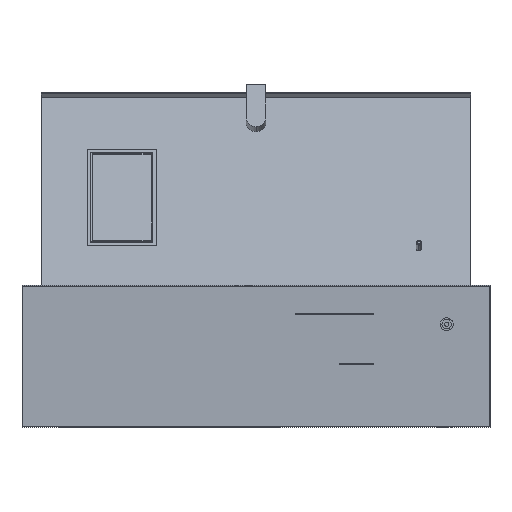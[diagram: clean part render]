
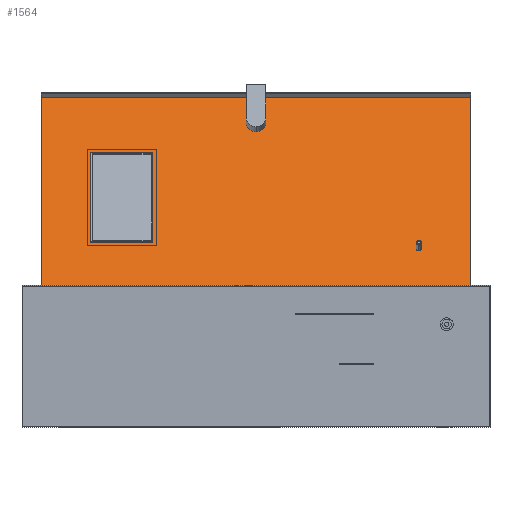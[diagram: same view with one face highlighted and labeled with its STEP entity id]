
A CAD part, left-side view. The second image highlights one B-rep face of the part: STEP entity #1564.
In plain terms, the highlighted face is planar.
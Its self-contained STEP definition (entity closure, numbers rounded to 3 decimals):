
#38 = CARTESIAN_POINT ( 'NONE',  ( 60., -188., -1. ) ) ;
#289 = EDGE_CURVE ( 'NONE', #4144, #8360, #3217, .T. ) ;
#494 = AXIS2_PLACEMENT_3D ( 'NONE', #8519, #10565, #3059 ) ;
#689 = EDGE_CURVE ( 'NONE', #11742, #7907, #8786, .T. ) ;
#1012 = EDGE_CURVE ( 'NONE', #8839, #11233, #12228, .T. ) ;
#1067 = AXIS2_PLACEMENT_3D ( 'NONE', #3563, #3154, #11674 ) ;
#1237 = CIRCLE ( 'NONE', #3057, 11.5 ) ;
#1346 = CARTESIAN_POINT ( 'NONE',  ( 0., 191., -1. ) ) ;
#1365 = VECTOR ( 'NONE', #6915, 1000. ) ;
#1366 = DIRECTION ( 'NONE',  ( 0., -1., 0. ) ) ;
#1539 = CARTESIAN_POINT ( 'NONE',  ( 66., -188., -1. ) ) ;
#1564 = ADVANCED_FACE ( 'NONE', ( #7211, #9245, #5183, #12259 ), #10661, .F. ) ;
#1637 = ORIENTED_EDGE ( 'NONE', *, *, #1012, .F. ) ;
#1719 = AXIS2_PLACEMENT_3D ( 'NONE', #10209, #10221, #3516 ) ;
#1768 = EDGE_LOOP ( 'NONE', ( #3384, #12286, #3623, #1637 ) ) ;
#1778 = VECTOR ( 'NONE', #3139, 1000. ) ;
#1828 = CARTESIAN_POINT ( 'NONE',  ( -92., 0., -1. ) ) ;
#1859 = CARTESIAN_POINT ( 'NONE',  ( -122., -247., -1. ) ) ;
#1992 = EDGE_CURVE ( 'NONE', #7690, #9699, #1237, .T. ) ;
#2057 = CARTESIAN_POINT ( 'NONE',  ( -55., 119., -1. ) ) ;
#2089 = VECTOR ( 'NONE', #12421, 1000. ) ;
#2206 = DIRECTION ( 'NONE',  ( 0., 0., 1. ) ) ;
#2402 = EDGE_CURVE ( 'NONE', #8360, #4144, #4005, .T. ) ;
#2483 = DIRECTION ( 'NONE',  ( 1., 0., 0. ) ) ;
#2544 = CARTESIAN_POINT ( 'NONE',  ( 0., 0., -1. ) ) ;
#2558 = CARTESIAN_POINT ( 'NONE',  ( 122., -247., -1. ) ) ;
#2909 = VECTOR ( 'NONE', #2483, 1000. ) ;
#3057 = AXIS2_PLACEMENT_3D ( 'NONE', #1828, #2206, #7051 ) ;
#3059 = DIRECTION ( 'NONE',  ( 1., 0., 0. ) ) ;
#3139 = DIRECTION ( 'NONE',  ( -1., 0., 0. ) ) ;
#3154 = DIRECTION ( 'NONE',  ( 0., 0., -1. ) ) ;
#3217 = CIRCLE ( 'NONE', #494, 3. ) ;
#3259 = ORIENTED_EDGE ( 'NONE', *, *, #289, .F. ) ;
#3384 = ORIENTED_EDGE ( 'NONE', *, *, #9325, .F. ) ;
#3400 = CARTESIAN_POINT ( 'NONE',  ( -55., 0., -1. ) ) ;
#3516 = DIRECTION ( 'NONE',  ( 1., 0., 0. ) ) ;
#3563 = CARTESIAN_POINT ( 'NONE',  ( 63., -188., -1. ) ) ;
#3623 = ORIENTED_EDGE ( 'NONE', *, *, #3866, .F. ) ;
#3817 = VERTEX_POINT ( 'NONE', #4854 ) ;
#3866 = EDGE_CURVE ( 'NONE', #11233, #3817, #11795, .T. ) ;
#3890 = CARTESIAN_POINT ( 'NONE',  ( -80.5, 0., -1. ) ) ;
#4005 = CIRCLE ( 'NONE', #1067, 3. ) ;
#4087 = CARTESIAN_POINT ( 'NONE',  ( 0., -247., -1. ) ) ;
#4144 = VERTEX_POINT ( 'NONE', #1539 ) ;
#4854 = CARTESIAN_POINT ( 'NONE',  ( 122., 247., -1. ) ) ;
#4915 = CARTESIAN_POINT ( 'NONE',  ( 0., 119., -1. ) ) ;
#5023 = DIRECTION ( 'NONE',  ( 0., -1., 0. ) ) ;
#5109 = EDGE_LOOP ( 'NONE', ( #3259, #9643 ) ) ;
#5183 = FACE_OUTER_BOUND ( 'NONE', #1768, .T. ) ;
#5193 = CARTESIAN_POINT ( 'NONE',  ( -122., 0., -1. ) ) ;
#5342 = LINE ( 'NONE', #10040, #2089 ) ;
#5482 = DIRECTION ( 'NONE',  ( -1., 0., 0. ) ) ;
#5641 = EDGE_CURVE ( 'NONE', #7599, #10863, #7998, .T. ) ;
#5860 = ORIENTED_EDGE ( 'NONE', *, *, #1992, .T. ) ;
#6056 = EDGE_CURVE ( 'NONE', #9699, #7690, #10534, .T. ) ;
#6186 = EDGE_CURVE ( 'NONE', #7907, #7599, #5342, .T. ) ;
#6915 = DIRECTION ( 'NONE',  ( 0., 1., 0. ) ) ;
#7051 = DIRECTION ( 'NONE',  ( 1., 0., 0. ) ) ;
#7126 = CARTESIAN_POINT ( 'NONE',  ( 122., 0., -1. ) ) ;
#7211 = FACE_BOUND ( 'NONE', #11514, .T. ) ;
#7571 = ORIENTED_EDGE ( 'NONE', *, *, #6056, .T. ) ;
#7580 = ORIENTED_EDGE ( 'NONE', *, *, #10609, .T. ) ;
#7599 = VERTEX_POINT ( 'NONE', #10200 ) ;
#7690 = VERTEX_POINT ( 'NONE', #11218 ) ;
#7718 = LINE ( 'NONE', #10990, #11675 ) ;
#7813 = VERTEX_POINT ( 'NONE', #9227 ) ;
#7907 = VERTEX_POINT ( 'NONE', #10055 ) ;
#7963 = DIRECTION ( 'NONE',  ( 1., 0., 0. ) ) ;
#7998 = LINE ( 'NONE', #1346, #1778 ) ;
#8008 = DIRECTION ( 'NONE',  ( 1., 0., 0. ) ) ;
#8360 = VERTEX_POINT ( 'NONE', #38 ) ;
#8385 = ORIENTED_EDGE ( 'NONE', *, *, #6186, .T. ) ;
#8519 = CARTESIAN_POINT ( 'NONE',  ( 63., -188., -1. ) ) ;
#8764 = CARTESIAN_POINT ( 'NONE',  ( -55., 191., -1. ) ) ;
#8786 = LINE ( 'NONE', #4915, #11623 ) ;
#8839 = VERTEX_POINT ( 'NONE', #1859 ) ;
#8873 = LINE ( 'NONE', #3400, #10474 ) ;
#8960 = EDGE_CURVE ( 'NONE', #3817, #7813, #7718, .T. ) ;
#8998 = ORIENTED_EDGE ( 'NONE', *, *, #689, .T. ) ;
#9227 = CARTESIAN_POINT ( 'NONE',  ( -122., 247., -1. ) ) ;
#9245 = FACE_BOUND ( 'NONE', #9923, .T. ) ;
#9325 = EDGE_CURVE ( 'NONE', #7813, #8839, #9657, .T. ) ;
#9643 = ORIENTED_EDGE ( 'NONE', *, *, #2402, .F. ) ;
#9657 = LINE ( 'NONE', #5193, #11051 ) ;
#9699 = VERTEX_POINT ( 'NONE', #3890 ) ;
#9829 = AXIS2_PLACEMENT_3D ( 'NONE', #2544, #10460, #8008 ) ;
#9892 = ORIENTED_EDGE ( 'NONE', *, *, #5641, .T. ) ;
#9923 = EDGE_LOOP ( 'NONE', ( #7571, #5860 ) ) ;
#10040 = CARTESIAN_POINT ( 'NONE',  ( 55., 0., -1. ) ) ;
#10055 = CARTESIAN_POINT ( 'NONE',  ( 55., 119., -1. ) ) ;
#10200 = CARTESIAN_POINT ( 'NONE',  ( 55., 191., -1. ) ) ;
#10209 = CARTESIAN_POINT ( 'NONE',  ( -92., 0., -1. ) ) ;
#10221 = DIRECTION ( 'NONE',  ( 0., 0., 1. ) ) ;
#10460 = DIRECTION ( 'NONE',  ( 0., 0., 1. ) ) ;
#10474 = VECTOR ( 'NONE', #5023, 1000. ) ;
#10534 = CIRCLE ( 'NONE', #1719, 11.5 ) ;
#10565 = DIRECTION ( 'NONE',  ( 0., 0., -1. ) ) ;
#10609 = EDGE_CURVE ( 'NONE', #10863, #11742, #8873, .T. ) ;
#10661 = PLANE ( 'NONE',  #9829 ) ;
#10863 = VERTEX_POINT ( 'NONE', #8764 ) ;
#10990 = CARTESIAN_POINT ( 'NONE',  ( 0., 247., -1. ) ) ;
#11051 = VECTOR ( 'NONE', #1366, 1000. ) ;
#11218 = CARTESIAN_POINT ( 'NONE',  ( -103.5, 0., -1. ) ) ;
#11233 = VERTEX_POINT ( 'NONE', #2558 ) ;
#11514 = EDGE_LOOP ( 'NONE', ( #9892, #7580, #8998, #8385 ) ) ;
#11623 = VECTOR ( 'NONE', #7963, 1000. ) ;
#11674 = DIRECTION ( 'NONE',  ( 1., 0., 0. ) ) ;
#11675 = VECTOR ( 'NONE', #5482, 1000. ) ;
#11742 = VERTEX_POINT ( 'NONE', #2057 ) ;
#11795 = LINE ( 'NONE', #7126, #1365 ) ;
#12228 = LINE ( 'NONE', #4087, #2909 ) ;
#12259 = FACE_BOUND ( 'NONE', #5109, .T. ) ;
#12286 = ORIENTED_EDGE ( 'NONE', *, *, #8960, .F. ) ;
#12421 = DIRECTION ( 'NONE',  ( 0., 1., 0. ) ) ;
